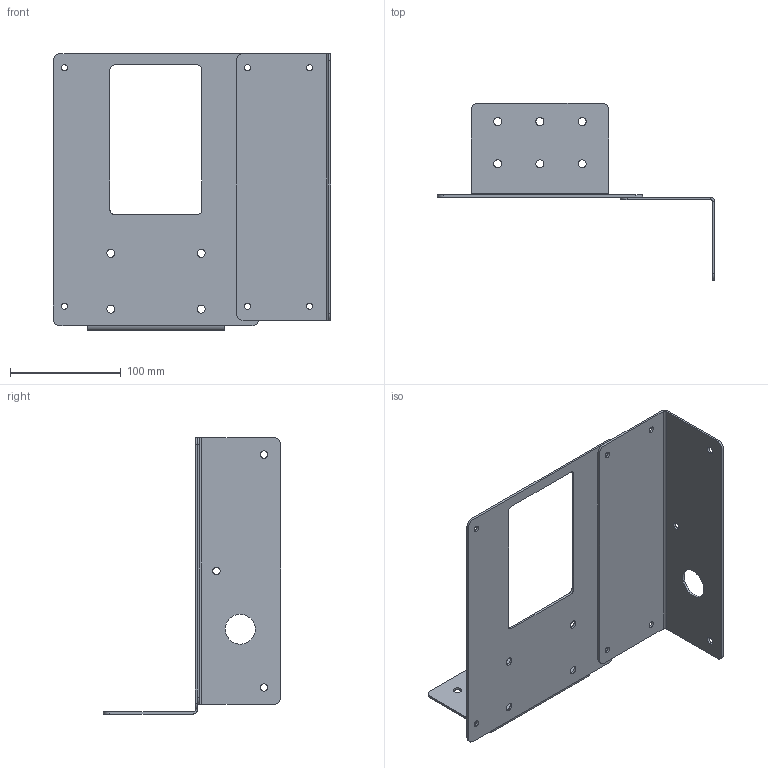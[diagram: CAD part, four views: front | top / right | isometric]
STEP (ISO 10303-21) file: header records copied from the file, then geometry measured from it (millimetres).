
FILE_DESCRIPTION((''),'2;1');
FILE_NAME('7500_CU_MAN_ASM','2024-03-18T12:27:32',('dfuhrer'),(''),'CREO PARAMETRIC BY PTC INC, 2022284','CREO PARAMETRIC BY PTC INC, 2022284','');
FILE_SCHEMA(('CONFIG_CONTROL_DESIGN','SHAPE_APPEARANCE_LAYERS_GROUPS'));
Length unit declared in the file: millimetre
Products named in the file (3): 104-6837; 104-6779; 7500_CU_MAN_ASM
Assembly tree (2 placements, depth 2):
  7500_CU_MAN_ASM
    104-6837
    104-6779
Bounding box: 250 x 160 x 249 mm (x, y, z)
Volume: 160824.6 mm3; surface area: 167536.9 mm2
Topology: 2 solids, 2 shells, 94 faces, 254 edges, 164 vertices
Faces by surface type: cylinder 62, plane 32
Entity records: 3206 total; most frequent: DIRECTION 576, CARTESIAN_POINT 517, ORIENTED_EDGE 508, EDGE_CURVE 254, AXIS2_PLACEMENT_3D 223, VERTEX_POINT 164, EDGE_LOOP 140, VECTOR 130
